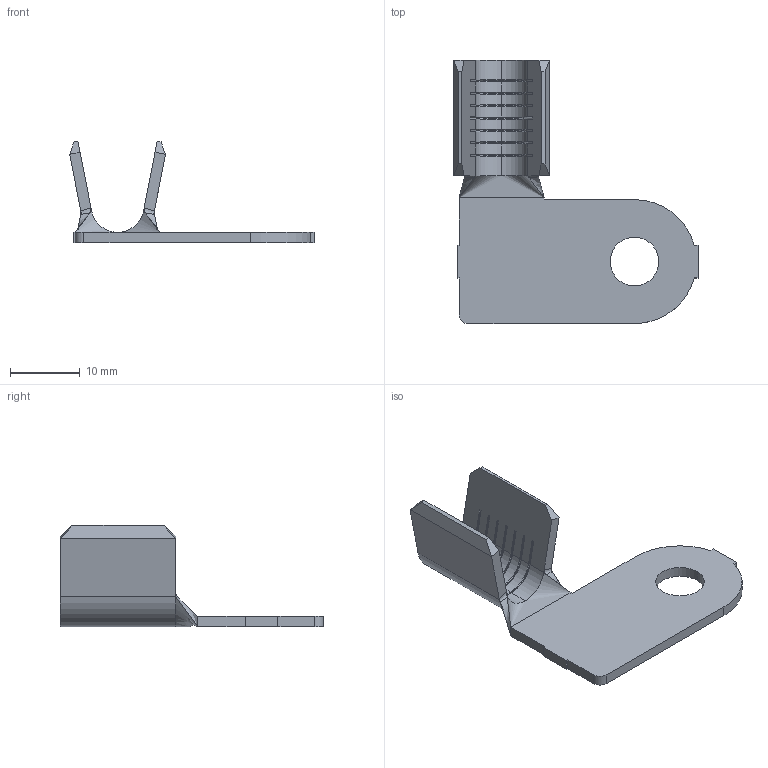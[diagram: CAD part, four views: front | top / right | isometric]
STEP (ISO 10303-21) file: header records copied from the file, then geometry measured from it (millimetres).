
FILE_DESCRIPTION (( 'STEP AP203' ), '1' );
FILE_NAME ('82331.STEP', '2015-02-05T15:47:15', ( '' ), ( '' ), 'SwSTEP 2.0', 'SolidWorks 2014', '' );
FILE_SCHEMA (( 'CONFIG_CONTROL_DESIGN' ));
Length unit declared in the file: inch
Products named in the file (1): 82331
Bounding box: 35.05 x 37.72 x 14.61 mm (x, y, z)
Volume: 1670.9 mm3; surface area: 2527.3 mm2
Topology: 1 solids, 1 shells, 199 faces, 495 edges, 305 vertices
Faces by surface type: plane 125, cylinder 30, bspline 23, cone 21
Entity records: 7147 total; most frequent: CARTESIAN_POINT 2473, ORIENTED_EDGE 990, DIRECTION 870, EDGE_CURVE 495, VECTOR 382, LINE 382, VERTEX_POINT 305, AXIS2_PLACEMENT_3D 244
